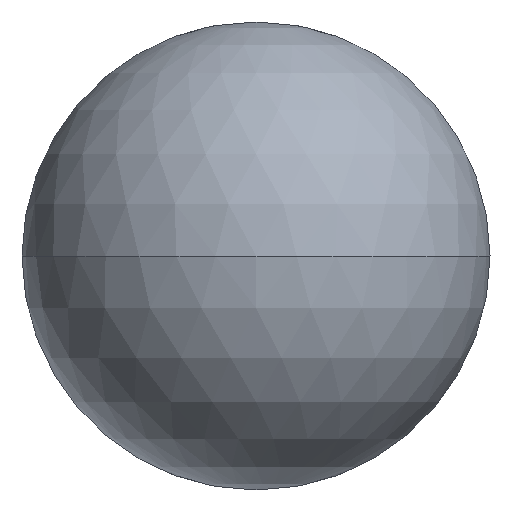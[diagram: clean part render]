
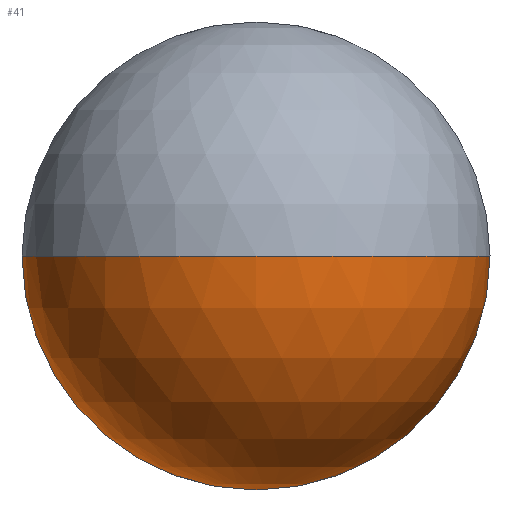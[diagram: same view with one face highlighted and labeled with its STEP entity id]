
A CAD part, front view. The second image highlights one B-rep face of the part: STEP entity #41.
In plain terms, the highlighted spherical face has radius 7.938 mm.
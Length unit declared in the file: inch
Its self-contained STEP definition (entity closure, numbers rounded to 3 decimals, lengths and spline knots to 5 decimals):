
#18 = ORIENTED_EDGE ( 'NONE', *, *, #116, .T. ) ;
#32 = AXIS2_PLACEMENT_3D ( 'NONE', #452, #381, #505 ) ;
#41 = ADVANCED_FACE ( 'NONE', ( #459 ), #362, .T. ) ;
#44 = CIRCLE ( 'NONE', #348, 0.3125 ) ;
#55 = DIRECTION ( 'NONE',  ( 0., -1., 0. ) ) ;
#64 = ORIENTED_EDGE ( 'NONE', *, *, #321, .F. ) ;
#69 = ORIENTED_EDGE ( 'NONE', *, *, #74, .T. ) ;
#74 = EDGE_CURVE ( 'NONE', #428, #149, #304, .T. ) ;
#112 = DIRECTION ( 'NONE',  ( -1., 0., 0. ) ) ;
#115 = CARTESIAN_POINT ( 'NONE',  ( 0., 0.3125, 0. ) ) ;
#116 = EDGE_CURVE ( 'NONE', #268, #428, #324, .T. ) ;
#119 = CIRCLE ( 'NONE', #377, 0.3125 ) ;
#135 = CARTESIAN_POINT ( 'NONE',  ( 0.3125, 0.3125, 0. ) ) ;
#149 = VERTEX_POINT ( 'NONE', #135 ) ;
#153 = CARTESIAN_POINT ( 'NONE',  ( 0., 0.3125, 0. ) ) ;
#207 = AXIS2_PLACEMENT_3D ( 'NONE', #216, #55, #295 ) ;
#212 = EDGE_LOOP ( 'NONE', ( #18, #69, #467, #64 ) ) ;
#216 = CARTESIAN_POINT ( 'NONE',  ( 0., 0.3125, 0. ) ) ;
#221 = VERTEX_POINT ( 'NONE', #400 ) ;
#268 = VERTEX_POINT ( 'NONE', #282 ) ;
#269 = CARTESIAN_POINT ( 'NONE',  ( 0., 0.3125, 0. ) ) ;
#282 = CARTESIAN_POINT ( 'NONE',  ( -0.3125, 0.3125, 0. ) ) ;
#283 = DIRECTION ( 'NONE',  ( 0., 0., -1. ) ) ;
#295 = DIRECTION ( 'NONE',  ( 0., 0., -1. ) ) ;
#304 = CIRCLE ( 'NONE', #207, 0.3125 ) ;
#321 = EDGE_CURVE ( 'NONE', #268, #221, #44, .T. ) ;
#324 = CIRCLE ( 'NONE', #32, 0.3125 ) ;
#344 = EDGE_CURVE ( 'NONE', #149, #221, #119, .T. ) ;
#348 = AXIS2_PLACEMENT_3D ( 'NONE', #115, #412, #371 ) ;
#362 = SPHERICAL_SURFACE ( 'NONE', #520, 0.3125 ) ;
#371 = DIRECTION ( 'NONE',  ( 1., 0., 0. ) ) ;
#377 = AXIS2_PLACEMENT_3D ( 'NONE', #153, #471, #112 ) ;
#381 = DIRECTION ( 'NONE',  ( 0., -1., 0. ) ) ;
#400 = CARTESIAN_POINT ( 'NONE',  ( 0., 0., 0. ) ) ;
#411 = DIRECTION ( 'NONE',  ( -1., 0., 0. ) ) ;
#412 = DIRECTION ( 'NONE',  ( 0., 0., 1. ) ) ;
#428 = VERTEX_POINT ( 'NONE', #500 ) ;
#452 = CARTESIAN_POINT ( 'NONE',  ( 0., 0.3125, 0. ) ) ;
#459 = FACE_OUTER_BOUND ( 'NONE', #212, .T. ) ;
#467 = ORIENTED_EDGE ( 'NONE', *, *, #344, .T. ) ;
#471 = DIRECTION ( 'NONE',  ( 0., 0., -1. ) ) ;
#500 = CARTESIAN_POINT ( 'NONE',  ( 0., 0.3125, -0.3125 ) ) ;
#505 = DIRECTION ( 'NONE',  ( 0., 0., -1. ) ) ;
#520 = AXIS2_PLACEMENT_3D ( 'NONE', #269, #283, #411 ) ;
